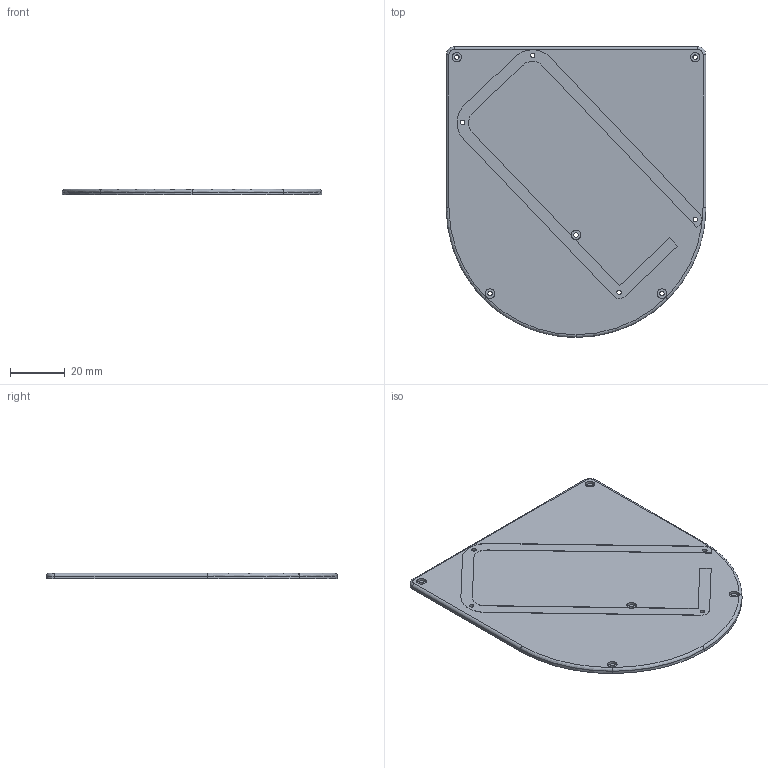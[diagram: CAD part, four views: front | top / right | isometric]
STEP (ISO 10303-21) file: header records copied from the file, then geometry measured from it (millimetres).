
FILE_DESCRIPTION(/* description */ ('STEP AP242','CAx-IF Rec.Pracs.---Representation and Presentation of Product Manufacturing Information (PMI)---4.0---2014-10-13','CAx-IF Rec.Pracs.---3D Tessellated Geometry---0.4---2014-09-14','2;1'),/* implementation_level */ '2;1');
FILE_NAME(/* name */ '648a8c806ace1b03a7e72916',/* time_stamp */ '2023-06-15T03:58:56Z',/* author */ (''),/* organization */ (''),/* preprocessor_version */ 'ST-DEVELOPER v19.4',/* originating_system */ ' ',/* authorisation */ ' ');
FILE_SCHEMA (('AP242_MANAGED_MODEL_BASED_3D_ENGINEERING_MIM_LF { 1 0 10303 442 1 1 4 }'));
Length unit declared in the file: metre
Products named in the file (1): Top
Bounding box: 95 x 106.5 x 2 mm (x, y, z)
Volume: 18040.8 mm3; surface area: 18984.5 mm2
Topology: 1 solids, 1 shells, 57 faces, 141 edges, 91 vertices
Faces by surface type: cylinder 25, plane 22, bspline 8, torus 2
Full cylindrical faces by diameter (mm): 1.6 x9, 3.5 x5
Entity records: 1851 total; most frequent: CARTESIAN_POINT 514, DIRECTION 260, ORIENTED_EDGE 252, EDGE_CURVE 126, AXIS2_PLACEMENT_3D 101, EDGE_LOOP 94, FACE_BOUND 94, VERTEX_POINT 90
